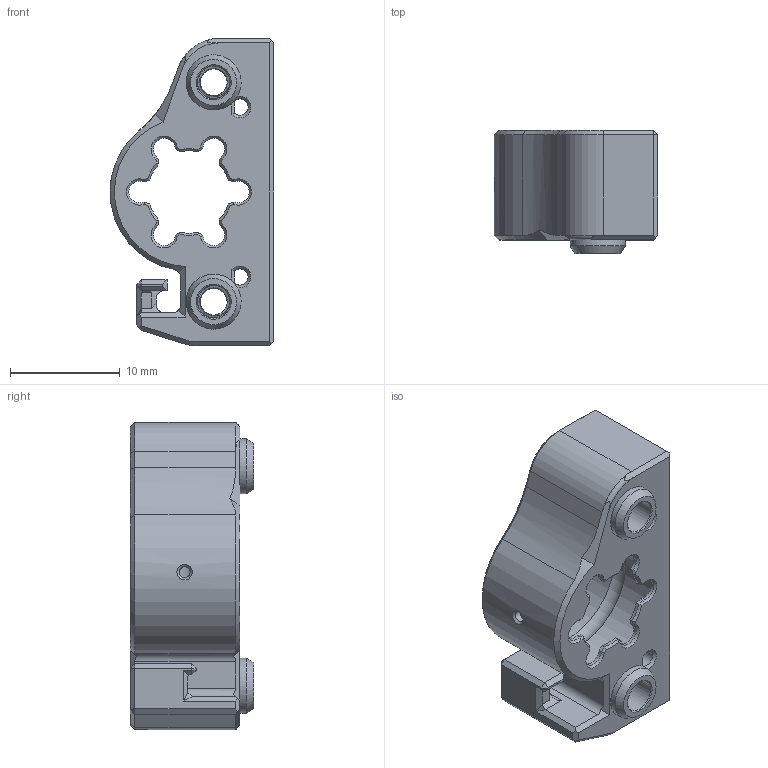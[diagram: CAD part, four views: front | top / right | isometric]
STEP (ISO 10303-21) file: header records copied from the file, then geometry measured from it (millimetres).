
FILE_DESCRIPTION(/* description */ (''),/* implementation_level */ '2;1');
FILE_NAME(/* name */ 'Wheel-mount60-1025.stp',/* time_stamp */ '2025-01-06T20:17:46+01:00',/* author */ ('berben'),/* organization */ (''),/* preprocessor_version */ 'ST-DEVELOPER v19.2',/* originating_system */ 'Autodesk Inventor 2024',/* authorisation */ '');
FILE_SCHEMA (('AUTOMOTIVE_DESIGN { 1 0 10303 214 3 1 1 }'));
Length unit declared in the file: millimetre
Products named in the file (1): Wheel-mount60-1025
Bounding box: 14.95 x 11.25 x 28 mm (x, y, z)
Volume: 1924 mm3; surface area: 2533.1 mm2
Topology: 16 solids, 16 shells, 437 faces, 1136 edges, 736 vertices
Faces by surface type: cylinder 163, plane 135, bspline 107, cone 30, torus 2
Full cylindrical faces by diameter (mm): 1 x1, 2.459 x13, 3 x30, 5 x2, 12.05 x2
Entity records: 27863 total; most frequent: CARTESIAN_POINT 18409, ORIENTED_EDGE 2272, DIRECTION 1382, EDGE_CURVE 1136, VERTEX_POINT 736, B_SPLINE_CURVE_WITH_KNOTS 551, AXIS2_PLACEMENT_3D 469, EDGE_LOOP 458
